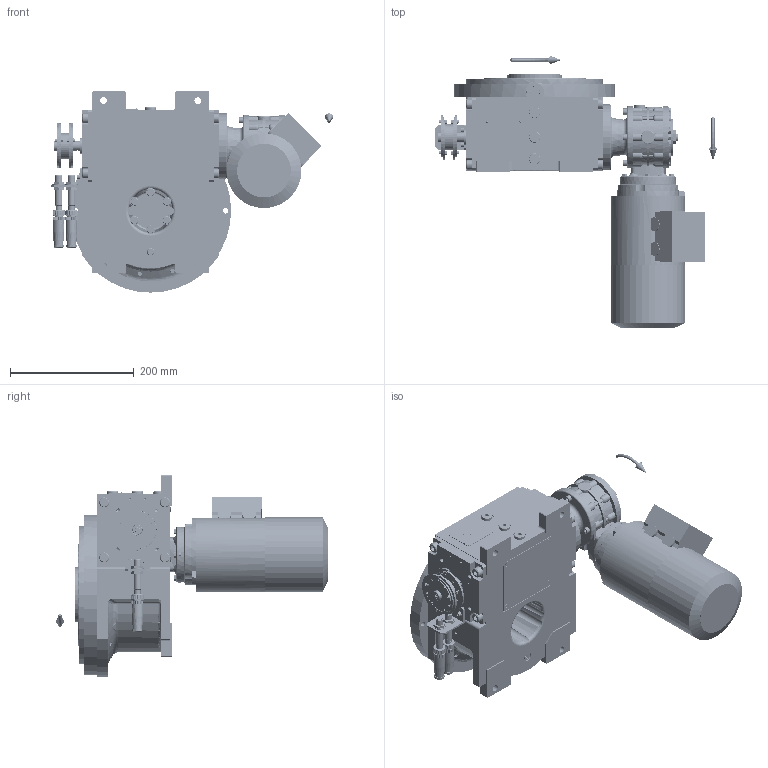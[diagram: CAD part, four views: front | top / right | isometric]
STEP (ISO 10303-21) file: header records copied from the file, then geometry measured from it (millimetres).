
FILE_DESCRIPTION (( 'STEP AP203' ), '1' );
FILE_NAME ('PC5200477.step', '2024-07-10T05:44:45', ( '' ), ( '' ), 'SwSTEP 2.0', 'SolidWorks 2020', '' );
FILE_SCHEMA (( 'CONFIG_CONTROL_DESIGN' ));
Length unit declared in the file: millimetre
Products named in the file (91): 900_38_30_003; CFN2000_01_185.stp; cfn2003_01_054; rig06_004_s_001; cfn2128_04_004; AS_900_38_10_028; rig06_003_6; cfn2115_02_165; cfn2000_01_103; 900_00_00_005; rig06_071_06_m_n_03_asm.stp; cfn2000_01_126; freccia_angolare; CFN2010_01_012.stp; cfn2000_01_124; cfn2151_01_090; AS_900_00_00_005; AS_900_38_30_003; cfn2276_01_074; cfn2115_02_194; AS_rig06_004; cfn2115_02_182; cfn2073_01_012; CFN2223_01-570X6-B.stp; rig06_016; cfn2128_19_002; rig06_001_a; AS_rig06_002_bl_003; CFN2104_02_017.stp; AS_cfn2400_04_024; cfn2104_01_016; cfn2151_01_290; rig06_005_n_02; rig06_002_bl_003; rig06_004; cfn2205_01_013; cfn2107_01_001; RIG06_021_AF1.stp; cfn2070_05_005; cfn2000_01_161 ...
Assembly tree (88 placements, depth 5):
  cfn2115_02_165
  CFN2010_01_012.stp
  cfn2151_01_090
  cfn2276_01_074
  CFN2223_01-570X6-B.stp
Bounding box: 455.5 x 439.49 x 325 mm (x, y, z)
Volume: 6050315.5 mm3; surface area: 1125772.4 mm2
Topology: 76 solids, 76 shells, 5909 faces, 15105 edges, 9610 vertices
Faces by surface type: plane 2710, cylinder 2058, cone 941, torus 171, bspline 23, sphere 6
Entity records: 166356 total; most frequent: CARTESIAN_POINT 42020, DIRECTION 24209, ORIENTED_EDGE 23834, EDGE_CURVE 11917, AXIS2_PLACEMENT_3D 8929, VERTEX_POINT 7664, VECTOR 6351, LINE 6351
